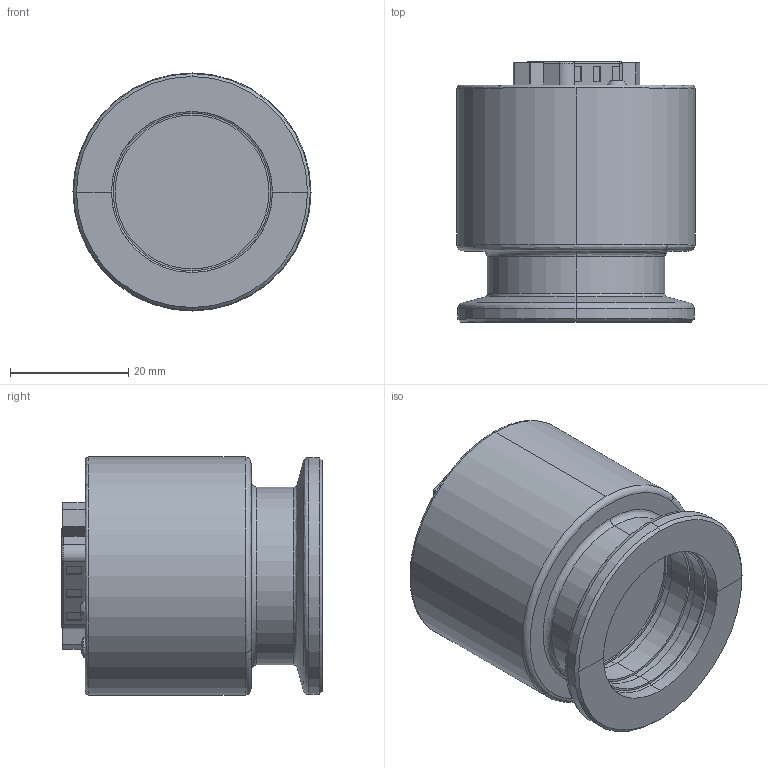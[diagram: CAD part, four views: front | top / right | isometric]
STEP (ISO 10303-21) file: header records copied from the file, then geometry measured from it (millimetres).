
FILE_DESCRIPTION (( 'STEP AP214' ), '1' );
FILE_NAME ('BVT_DB9_KF25.STEP', '2023-07-19T19:44:02', ( '' ), ( '' ), 'SwSTEP 2.0', 'SolidWorks 2020', '' );
FILE_SCHEMA (( 'AUTOMOTIVE_DESIGN' ));
Length unit declared in the file: inch
Products named in the file (1): BVT_DB9_KF25
Bounding box: 40.2 x 43.95 x 40.2 mm (x, y, z)
Volume: 39114.7 mm3; surface area: 10788.9 mm2
Topology: 20 solids, 23 shells, 354 faces, 796 edges, 517 vertices
Faces by surface type: plane 146, cylinder 135, bspline 29, cone 26, torus 18
Entity records: 11277 total; most frequent: CARTESIAN_POINT 3041, DIRECTION 1713, ORIENTED_EDGE 1584, EDGE_CURVE 792, AXIS2_PLACEMENT_3D 685, VERTEX_POINT 517, EDGE_LOOP 403, CIRCLE 359
